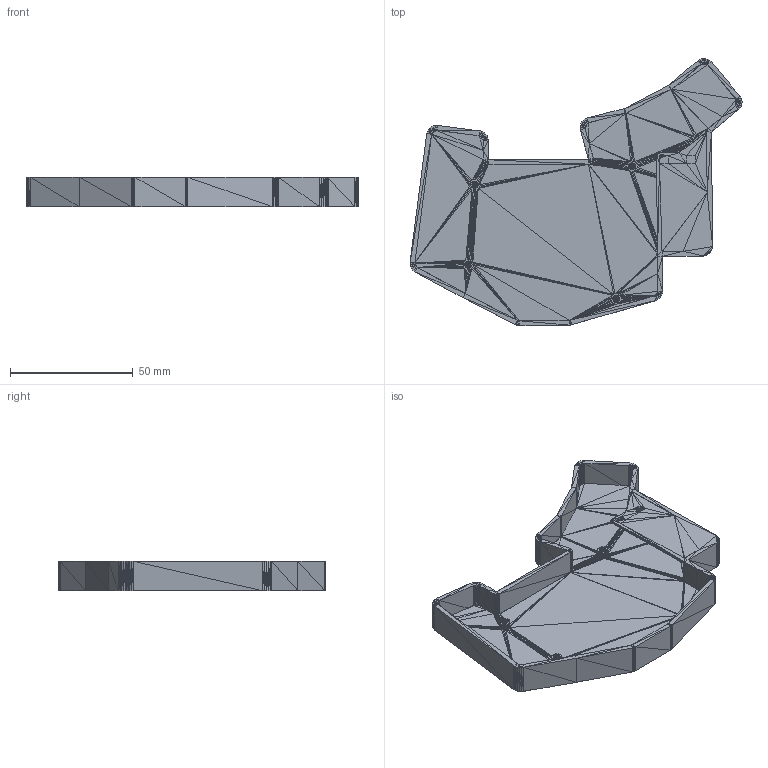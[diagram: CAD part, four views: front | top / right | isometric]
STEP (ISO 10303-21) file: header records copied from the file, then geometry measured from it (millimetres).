
FILE_DESCRIPTION((''),'2;1');
FILE_NAME('right_case', '2026-01-20T12:05:40', (''), (''), 'ImageToStl.com STEP Converter','', '');
FILE_SCHEMA(('AUTOMOTIVE_DESIGN_CC2'));
Length unit declared in the file: metre
Products named in the file (1): product0
Bounding box: 135.26 x 108.93 x 12 mm (x, y, z)
Surface area: 30885.6 mm2 (no closed solid volume)
Topology: 0 solids, 2376 shells, 2376 faces, 7128 edges, 1134 vertices
Faces by surface type: plane 2376
Entity records: 54575 total; most frequent: DIRECTION 11882, ORIENTED_EDGE 7128, EDGE_CURVE 7128, LINE 7128, VECTOR 7128, AXIS2_PLACEMENT_3D 2377, FACE_SURFACE 2376, PLANE 2376
